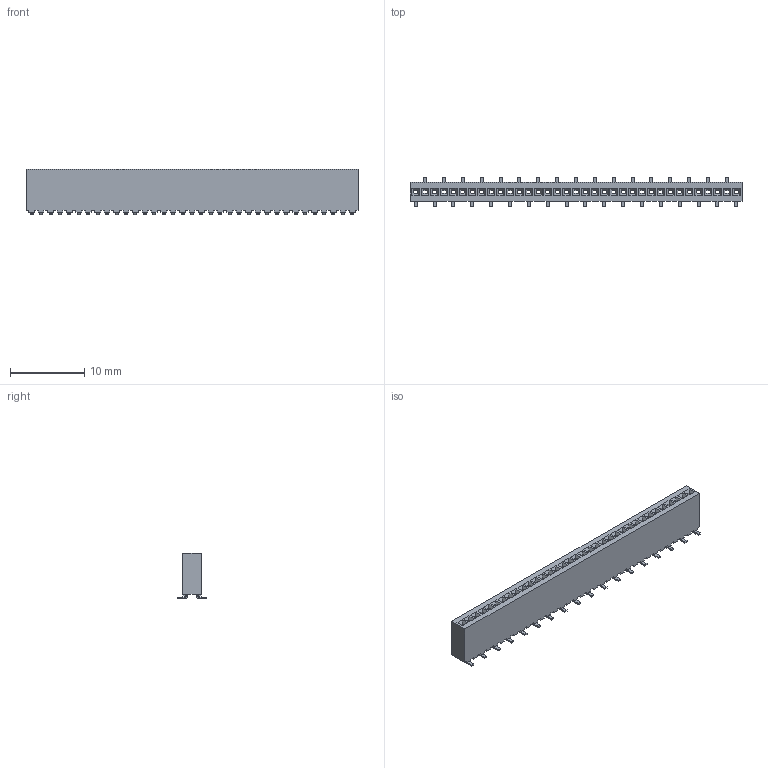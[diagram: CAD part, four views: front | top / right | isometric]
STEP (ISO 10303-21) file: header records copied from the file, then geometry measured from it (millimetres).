
FILE_DESCRIPTION(('FreeCAD Model'),'2;1');
FILE_NAME('Open CASCADE Shape Model','2025-01-14T14:36:42',(''),(''), 'Open CASCADE STEP processor 7.8','FreeCAD','Unknown');
FILE_SCHEMA(('AUTOMOTIVE_DESIGN { 1 0 10303 214 1 1 1 1 }'));
Length unit declared in the file: millimetre
Products named in the file (4): RSM-135-02-STL-S; RSM-135-02-S_socket; C-64-02-35-SSTL; C-64-02-35-SSTL2
Assembly tree (3 placements, depth 2):
  RSM-135-02-STL-S
    RSM-135-02-S_socket
    C-64-02-35-SSTL
    C-64-02-35-SSTL2
Bounding box: 44.7 x 3.94 x 6.1 mm (x, y, z)
Volume: 873.2 mm3; surface area: 2238.4 mm2
Topology: 3 solids, 3 shells, 1313 faces, 3886 edges, 2544 vertices
Faces by surface type: plane 1173, cylinder 140
Entity records: 43533 total; most frequent: ORIENTED_EDGE 7772, CARTESIAN_POINT 7747, DIRECTION 6800, EDGE_CURVE 3886, LINE 3606, VECTOR 3606, VERTEX_POINT 2544, AXIS2_PLACEMENT_3D 1597
